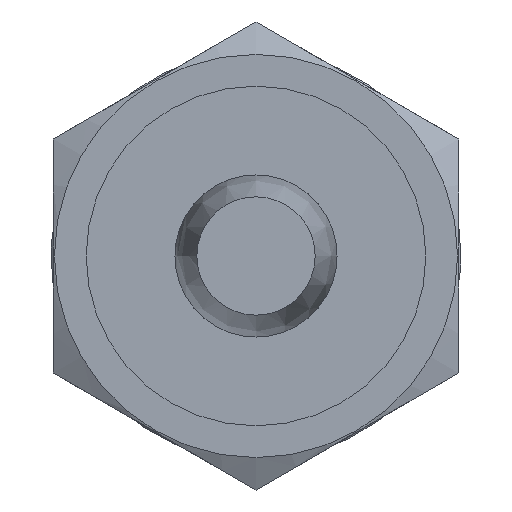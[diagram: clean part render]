
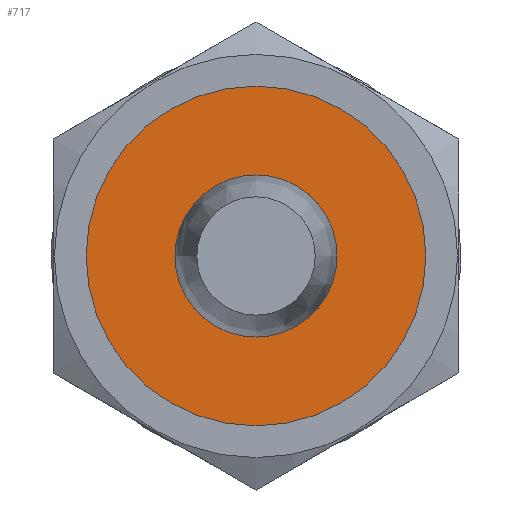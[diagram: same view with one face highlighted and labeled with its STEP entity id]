
A CAD part, front view. The second image highlights one B-rep face of the part: STEP entity #717.
In plain terms, the highlighted planar face has unit normal (0, -1, 0).
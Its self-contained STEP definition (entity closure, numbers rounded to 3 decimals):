
#65=PLANE('',#786);
#86=CIRCLE('',#785,10.478);
#87=CIRCLE('',#787,5.);
#167=ORIENTED_EDGE('',*,*,#258,.T.);
#168=ORIENTED_EDGE('',*,*,#257,.F.);
#257=EDGE_CURVE('',#308,#308,#86,.T.);
#258=EDGE_CURVE('',#309,#309,#87,.T.);
#308=VERTEX_POINT('',#1187);
#309=VERTEX_POINT('',#1190);
#379=EDGE_LOOP('',(#167));
#380=EDGE_LOOP('',(#168));
#465=FACE_BOUND('',#379,.T.);
#466=FACE_BOUND('',#380,.T.);
#717=ADVANCED_FACE('',(#465,#466),#65,.F.);
#785=AXIS2_PLACEMENT_3D('',#1186,#894,#895);
#786=AXIS2_PLACEMENT_3D('',#1188,#896,#897);
#787=AXIS2_PLACEMENT_3D('',#1189,#898,#899);
#894=DIRECTION('',(0.,1.,0.));
#895=DIRECTION('',(0.,0.,1.));
#896=DIRECTION('',(0.,1.,0.));
#897=DIRECTION('',(0.,0.,1.));
#898=DIRECTION('',(0.,1.,0.));
#899=DIRECTION('',(1.,0.,0.));
#1186=CARTESIAN_POINT('',(0.,-22.,0.));
#1187=CARTESIAN_POINT('',(0.,-22.,10.478));
#1188=CARTESIAN_POINT('',(0.,-22.,0.));
#1189=CARTESIAN_POINT('',(0.,-22.,0.));
#1190=CARTESIAN_POINT('',(5.,-22.,0.));
